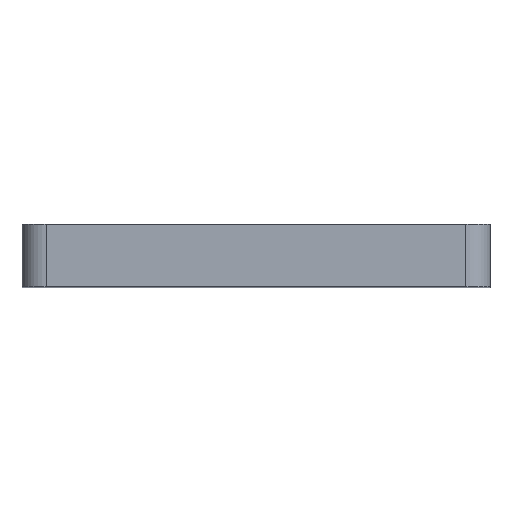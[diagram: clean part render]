
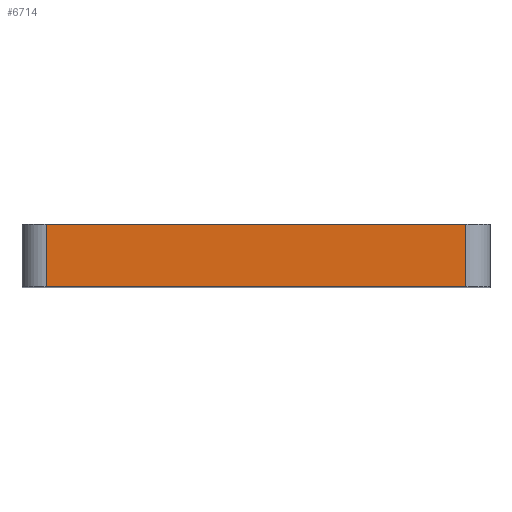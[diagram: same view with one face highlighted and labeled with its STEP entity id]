
A CAD part, top view. The second image highlights one B-rep face of the part: STEP entity #6714.
In plain terms, the highlighted planar face has unit normal (0, 0, 1).
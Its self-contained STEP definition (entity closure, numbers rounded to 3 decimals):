
#1003=FACE_OUTER_BOUND('',#1400,.T.);
#1400=EDGE_LOOP('',(#6110,#6111,#6112,#6113));
#1970=LINE('',#12997,#2551);
#1972=LINE('',#13015,#2553);
#1975=LINE('',#13022,#2556);
#1993=LINE('',#13070,#2574);
#2551=VECTOR('',#7783,10.);
#2553=VECTOR('',#7805,10.);
#2556=VECTOR('',#7812,10.);
#2574=VECTOR('',#7854,10.);
#3203=VERTEX_POINT('',#12983);
#3209=VERTEX_POINT('',#12995);
#3214=VERTEX_POINT('',#13011);
#3217=VERTEX_POINT('',#13021);
#4168=EDGE_CURVE('',#3209,#3203,#1970,.T.);
#4175=EDGE_CURVE('',#3203,#3214,#1972,.T.);
#4178=EDGE_CURVE('',#3214,#3217,#1975,.T.);
#4203=EDGE_CURVE('',#3217,#3209,#1993,.T.);
#6110=ORIENTED_EDGE('',*,*,#4175,.F.);
#6111=ORIENTED_EDGE('',*,*,#4168,.F.);
#6112=ORIENTED_EDGE('',*,*,#4203,.F.);
#6113=ORIENTED_EDGE('',*,*,#4178,.F.);
#6362=PLANE('',#6922);
#6714=ADVANCED_FACE('',(#1003),#6362,.T.);
#6922=AXIS2_PLACEMENT_3D('',#13071,#7855,#7856);
#7783=DIRECTION('',(-1.,0.,0.));
#7805=DIRECTION('',(0.,1.,0.));
#7812=DIRECTION('',(1.,0.,0.));
#7854=DIRECTION('',(0.,-1.,0.));
#7855=DIRECTION('center_axis',(0.,0.,1.));
#7856=DIRECTION('ref_axis',(1.,0.,0.));
#12983=CARTESIAN_POINT('',(-4.5,0.,110.171));
#12995=CARTESIAN_POINT('',(82.7,0.,110.171));
#12997=CARTESIAN_POINT('',(87.7,0.,110.171));
#13011=CARTESIAN_POINT('',(-4.5,13.,110.171));
#13015=CARTESIAN_POINT('',(-4.5,0.,110.171));
#13021=CARTESIAN_POINT('',(82.7,13.,110.171));
#13022=CARTESIAN_POINT('',(87.7,13.,110.171));
#13070=CARTESIAN_POINT('',(82.7,0.,110.171));
#13071=CARTESIAN_POINT('Origin',(-9.5,0.,110.171));
